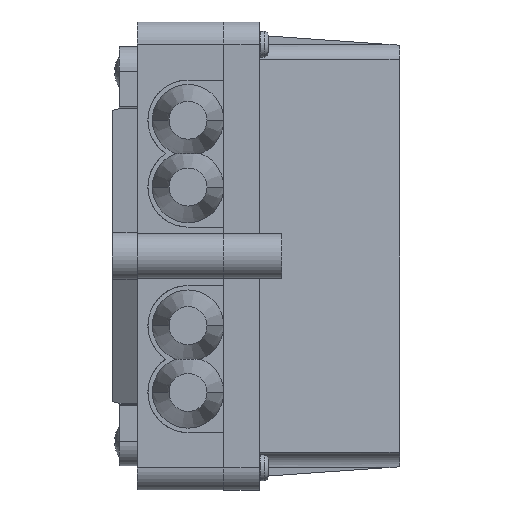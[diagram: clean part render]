
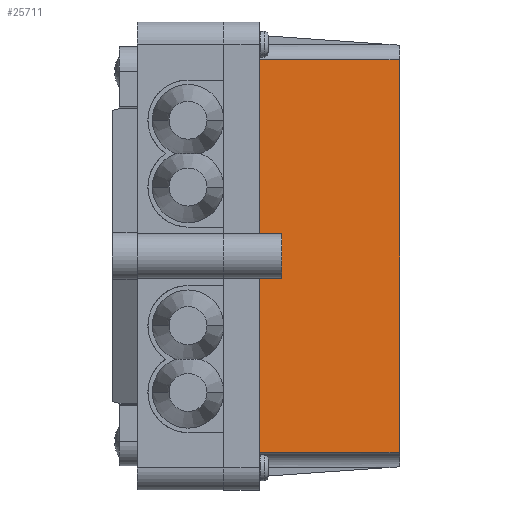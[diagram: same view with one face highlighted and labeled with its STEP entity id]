
A CAD part, front view. The second image highlights one B-rep face of the part: STEP entity #25711.
In plain terms, the highlighted face is planar.
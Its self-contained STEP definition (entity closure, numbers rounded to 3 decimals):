
#2443 = CARTESIAN_POINT ( 'NONE',  ( -4.171, -23.615, 5. ) ) ;
#2452 = LINE ( 'NONE', #2480, #2471 ) ;
#2469 = CARTESIAN_POINT ( 'NONE',  ( -4.171, -23.964, 0. ) ) ;
#2471 = VECTOR ( 'NONE', #2479, 1000. ) ;
#2479 = DIRECTION ( 'NONE',  ( 0., 0.07, 0.998 ) ) ;
#2480 = CARTESIAN_POINT ( 'NONE',  ( -4.171, -23.071, 12.769 ) ) ;
#2598 = CARTESIAN_POINT ( 'NONE',  ( 5.829, -23.615, 5. ) ) ;
#2603 = CARTESIAN_POINT ( 'NONE',  ( 5.829, -23.964, 0. ) ) ;
#2610 = DIRECTION ( 'NONE',  ( 0., 0.07, 0.998 ) ) ;
#2611 = VECTOR ( 'NONE', #2610, 1000. ) ;
#2612 = CARTESIAN_POINT ( 'NONE',  ( 5.829, -21.762, 31.5 ) ) ;
#2613 = LINE ( 'NONE', #2612, #2611 ) ;
#2748 = DIRECTION ( 'NONE',  ( -1., 0., 0. ) ) ;
#2749 = VECTOR ( 'NONE', #2748, 1000. ) ;
#2750 =( BOUNDED_CURVE ( )  B_SPLINE_CURVE ( 3, ( #2799, #2798, #2797, #2796 ),
 .UNSPECIFIED., .F., .F. ) 
 B_SPLINE_CURVE_WITH_KNOTS ( ( 4, 4 ),
 ( 1.571, 1.629 ),
 .UNSPECIFIED. ) 
 CURVE ( )  GEOMETRIC_REPRESENTATION_ITEM ( )  RATIONAL_B_SPLINE_CURVE ( ( 1., 1., 1., 1. ) ) 
 REPRESENTATION_ITEM ( '' )  );
#2751 = DIRECTION ( 'NONE',  ( 0., 0.07, 0.998 ) ) ;
#2752 = CARTESIAN_POINT ( 'NONE',  ( -43.171, -23.964, 0. ) ) ;
#2755 = CARTESIAN_POINT ( 'NONE',  ( -46.468, -23.964, 0. ) ) ;
#2758 = LINE ( 'NONE', #2771, #2770 ) ;
#2759 = CARTESIAN_POINT ( 'NONE',  ( -43.177, -21.762, 31.5 ) ) ;
#2770 = VECTOR ( 'NONE', #2751, 1000. ) ;
#2771 = CARTESIAN_POINT ( 'NONE',  ( 44.829, -21.762, 31.5 ) ) ;
#2795 = LINE ( 'NONE', #2755, #2749 ) ;
#2796 = CARTESIAN_POINT ( 'NONE',  ( 44.835, -21.762, 31.5 ) ) ;
#2797 = CARTESIAN_POINT ( 'NONE',  ( 44.831, -21.829, 30.535 ) ) ;
#2798 = CARTESIAN_POINT ( 'NONE',  ( 44.829, -21.897, 29.568 ) ) ;
#2799 = CARTESIAN_POINT ( 'NONE',  ( 44.829, -21.964, 28.601 ) ) ;
#2833 = VECTOR ( 'NONE', #2840, 1000. ) ;
#2834 = LINE ( 'NONE', #2842, #2833 ) ;
#2838 = DIRECTION ( 'NONE',  ( 1., 0., 0. ) ) ;
#2839 = CARTESIAN_POINT ( 'NONE',  ( 48.127, -21.762, 31.5 ) ) ;
#2840 = DIRECTION ( 'NONE',  ( 0., 0.07, 0.998 ) ) ;
#2841 = LINE ( 'NONE', #2839, #2876 ) ;
#2842 = CARTESIAN_POINT ( 'NONE',  ( -43.171, -23.954, 0.153 ) ) ;
#2846 = CARTESIAN_POINT ( 'NONE',  ( 44.835, -21.762, 31.5 ) ) ;
#2859 = DIRECTION ( 'NONE',  ( 1., 0., 0. ) ) ;
#2860 = VECTOR ( 'NONE', #2859, 1000. ) ;
#2863 = CARTESIAN_POINT ( 'NONE',  ( 48.127, -23.615, 5. ) ) ;
#2864 = LINE ( 'NONE', #2863, #2860 ) ;
#2876 = VECTOR ( 'NONE', #2838, 1000. ) ;
#2960 = CARTESIAN_POINT ( 'NONE',  ( -43.171, -21.964, 28.601 ) ) ;
#2966 = DIRECTION ( 'NONE',  ( 0., -0.07, -0.998 ) ) ;
#2967 = DIRECTION ( 'NONE',  ( 0., -0.998, 0.07 ) ) ;
#2968 = CARTESIAN_POINT ( 'NONE',  ( 48.127, -21.762, 31.5 ) ) ;
#2970 = CARTESIAN_POINT ( 'NONE',  ( 44.829, -23.964, 0. ) ) ;
#2971 = DIRECTION ( 'NONE',  ( -1., 0., 0. ) ) ;
#2972 = VECTOR ( 'NONE', #2971, 1000. ) ;
#2973 = LINE ( 'NONE', #2975, #2972 ) ;
#2974 = AXIS2_PLACEMENT_3D ( 'NONE', #2968, #2967, #2966 ) ;
#2975 = CARTESIAN_POINT ( 'NONE',  ( -46.468, -23.964, 0. ) ) ;
#2979 = CARTESIAN_POINT ( 'NONE',  ( 44.829, -21.964, 28.601 ) ) ;
#2980 = PLANE ( 'NONE',  #2974 ) ;
#2985 = FACE_OUTER_BOUND ( 'NONE', #25717, .T. ) ;
#3007 = CARTESIAN_POINT ( 'NONE',  ( -43.171, -21.964, 28.601 ) ) ;
#3008 = CARTESIAN_POINT ( 'NONE',  ( -43.171, -21.897, 29.568 ) ) ;
#3009 = CARTESIAN_POINT ( 'NONE',  ( -43.173, -21.829, 30.535 ) ) ;
#3010 = CARTESIAN_POINT ( 'NONE',  ( -43.177, -21.762, 31.5 ) ) ;
#3012 =( BOUNDED_CURVE ( )  B_SPLINE_CURVE ( 3, ( #3010, #3009, #3008, #3007 ),
 .UNSPECIFIED., .F., .T. ) 
 B_SPLINE_CURVE_WITH_KNOTS ( ( 4, 4 ),
 ( 4.654, 4.712 ),
 .UNSPECIFIED. ) 
 CURVE ( )  GEOMETRIC_REPRESENTATION_ITEM ( )  RATIONAL_B_SPLINE_CURVE ( ( 1., 1., 1., 1. ) ) 
 REPRESENTATION_ITEM ( '' )  );
#25437 = VERTEX_POINT ( 'NONE', #2443 ) ;
#25443 = EDGE_CURVE ( 'NONE', #25446, #25437, #2452, .T. ) ;
#25446 = VERTEX_POINT ( 'NONE', #2469 ) ;
#25490 = VERTEX_POINT ( 'NONE', #2598 ) ;
#25492 = VERTEX_POINT ( 'NONE', #2603 ) ;
#25523 = EDGE_CURVE ( 'NONE', #25492, #25490, #2613, .T. ) ;
#25620 = ORIENTED_EDGE ( 'NONE', *, *, #25710, .F. ) ;
#25621 = EDGE_CURVE ( 'NONE', #25714, #25709, #2758, .T. ) ;
#25622 = VERTEX_POINT ( 'NONE', #2752 ) ;
#25623 = VERTEX_POINT ( 'NONE', #2759 ) ;
#25624 = EDGE_CURVE ( 'NONE', #25709, #25642, #2750, .T. ) ;
#25625 = ORIENTED_EDGE ( 'NONE', *, *, #25640, .F. ) ;
#25626 = ORIENTED_EDGE ( 'NONE', *, *, #25443, .T. ) ;
#25628 = ORIENTED_EDGE ( 'NONE', *, *, #25713, .T. ) ;
#25629 = ORIENTED_EDGE ( 'NONE', *, *, #25523, .F. ) ;
#25630 = ORIENTED_EDGE ( 'NONE', *, *, #25638, .F. ) ;
#25631 = EDGE_CURVE ( 'NONE', #25446, #25622, #2795, .T. ) ;
#25632 = ORIENTED_EDGE ( 'NONE', *, *, #25631, .F. ) ;
#25638 = EDGE_CURVE ( 'NONE', #25622, #25716, #2834, .T. ) ;
#25639 = ORIENTED_EDGE ( 'NONE', *, *, #25624, .T. ) ;
#25640 = EDGE_CURVE ( 'NONE', #25623, #25642, #2841, .T. ) ;
#25642 = VERTEX_POINT ( 'NONE', #2846 ) ;
#25649 = EDGE_CURVE ( 'NONE', #25437, #25490, #2864, .T. ) ;
#25670 = ORIENTED_EDGE ( 'NONE', *, *, #25621, .T. ) ;
#25709 = VERTEX_POINT ( 'NONE', #2979 ) ;
#25710 = EDGE_CURVE ( 'NONE', #25714, #25492, #2973, .T. ) ;
#25711 = ADVANCED_FACE ( 'NONE', ( #2985 ), #2980, .T. ) ;
#25713 = EDGE_CURVE ( 'NONE', #25623, #25716, #3012, .T. ) ;
#25714 = VERTEX_POINT ( 'NONE', #2970 ) ;
#25716 = VERTEX_POINT ( 'NONE', #2960 ) ;
#25717 = EDGE_LOOP ( 'NONE', ( #25620, #25670, #25639, #25625, #25628, #25630, #25632, #25626, #25718, #25629 ) ) ;
#25718 = ORIENTED_EDGE ( 'NONE', *, *, #25649, .T. ) ;
